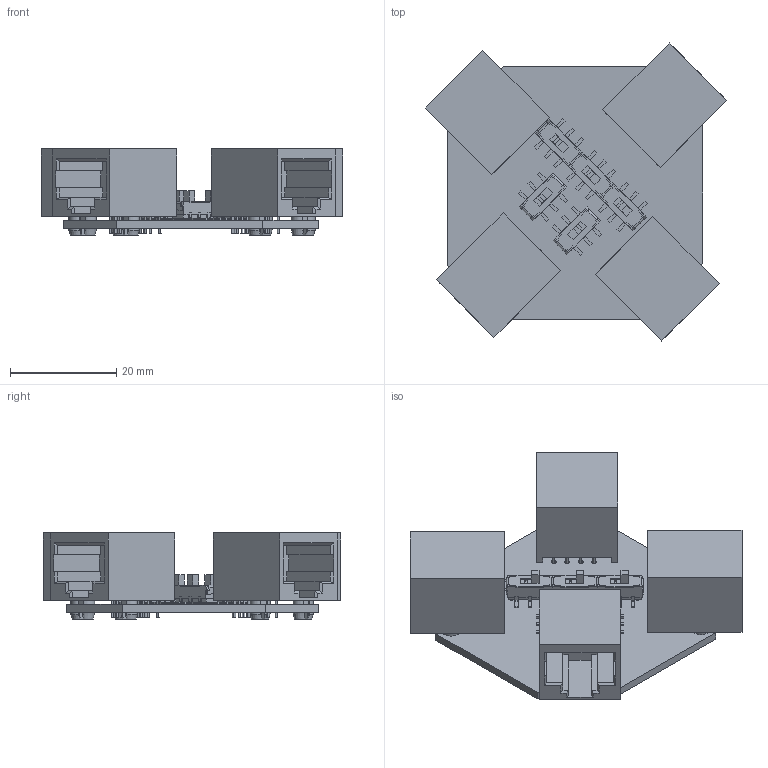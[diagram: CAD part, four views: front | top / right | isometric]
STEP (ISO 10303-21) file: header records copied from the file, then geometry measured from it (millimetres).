
FILE_DESCRIPTION(('KiCad electronic assembly'),'2;1');
FILE_NAME('switch.step','2025-11-09T17:13:01',('Pcbnew'),('Kicad'), 'Open CASCADE STEP processor 7.9','KiCad to STEP converter','Unknown' );
FILE_SCHEMA(('AUTOMOTIVE_DESIGN { 1 0 10303 214 1 1 1 1 }'));
Length unit declared in the file: millimetre
Products named in the file (4): switch 1; JS202011SCQN; 54602-908LF; new_PCB
Assembly tree (10 placements, depth 2):
  switch 1
    JS202011SCQN  x5
    54602-908LF  x4
    new_PCB
Bounding box: 56.76 x 56.05 x 16.2 mm (x, y, z)
Volume: 12148.5 mm3; surface area: 14295 mm2
Topology: 82 solids, 82 shells, 1706 faces, 4110 edges, 2620 vertices
Faces by surface type: plane 1394, cylinder 296, cone 16
Full cylindrical faces by diameter (mm): 0.9 x10, 0.914 x32, 3.25 x8
Entity records: 12413 total; most frequent: CARTESIAN_POINT 2142, DIRECTION 2047, ORIENTED_EDGE 2018, EDGE_CURVE 1009, LINE 781, VECTOR 781, VERTEX_POINT 648, AXIS2_PLACEMENT_3D 633
